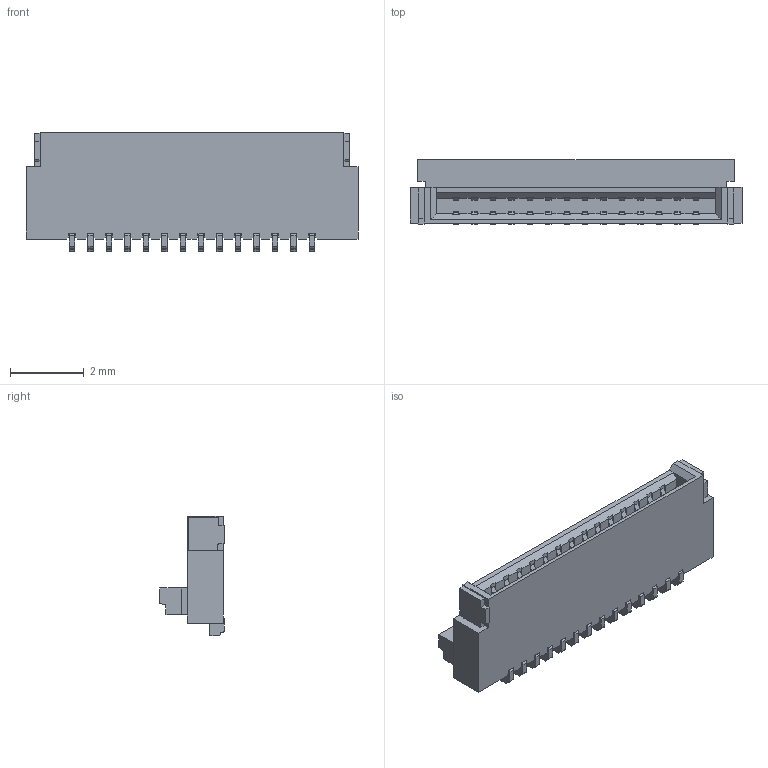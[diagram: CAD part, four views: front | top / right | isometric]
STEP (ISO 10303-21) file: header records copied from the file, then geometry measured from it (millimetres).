
FILE_DESCRIPTION(/* description */ ('STEP AP214'),/* implementation_level */ '2;1');
FILE_NAME(/* name */ 'FFC2B28-14-G',/* time_stamp */ '2023-05-28T13:53:59+02:00',/* author */ ('License CC BY-ND 4.0'),/* organization */ ('CADENAS'),/* preprocessor_version */ 'ST-DEVELOPER v19.3',/* originating_system */ 'PARTsolutions',/* authorisation */ ' ');
FILE_SCHEMA (('AUTOMOTIVE_DESIGN {1 0 10303 214 3 1 1}'));
Length unit declared in the file: millimetre
Products named in the file (6): FFC2B28-14-G; FFC2B28_SP; FFC2B28-14-G_C; FFC2B28-G_P; FFC2B28-14-G_H; FFC2B28-14-G_D
Assembly tree (19 placements, depth 2):
  FFC2B28-14-G
    FFC2B28_SP  x2
    FFC2B28-14-G_C
    FFC2B28-G_P  x14
    FFC2B28-14-G_H
    FFC2B28-14-G_D
Bounding box: 9 x 1.75 x 3.25 mm (x, y, z)
Volume: 22.2 mm3; surface area: 194.3 mm2
Topology: 18 solids, 18 shells, 979 faces, 2833 edges, 1851 vertices
Faces by surface type: plane 842, cylinder 137
Entity records: 16906 total; most frequent: ORIENTED_EDGE 2636, CARTESIAN_POINT 2625, DIRECTION 2286, EDGE_CURVE 1318, LINE 1282, VECTOR 1282, VERTEX_POINT 840, AXIS2_PLACEMENT_3D 502
